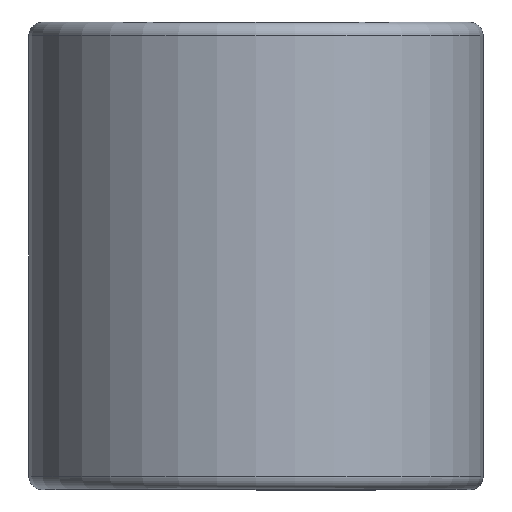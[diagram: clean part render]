
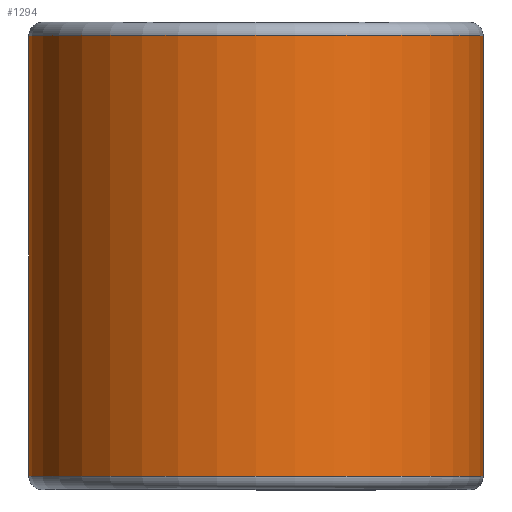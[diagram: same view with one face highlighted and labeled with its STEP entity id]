
A CAD part, top view. The second image highlights one B-rep face of the part: STEP entity #1294.
In plain terms, the highlighted cylindrical face has radius 13.119 mm (diameter 26.238 mm), a partial arc.
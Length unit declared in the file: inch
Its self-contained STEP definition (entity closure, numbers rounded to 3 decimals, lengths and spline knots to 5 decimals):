
#18 = VERTEX_POINT ( 'NONE', #1904 ) ;
#30 = ORIENTED_EDGE ( 'NONE', *, *, #230, .T. ) ;
#60 = CARTESIAN_POINT ( 'NONE',  ( 0.5165, 0.50125, 0. ) ) ;
#67 = EDGE_CURVE ( 'NONE', #2226, #533, #1105, .T. ) ;
#145 = AXIS2_PLACEMENT_3D ( 'NONE', #364, #1800, #602 ) ;
#218 = DIRECTION ( 'NONE',  ( 0., 1., 0. ) ) ;
#230 = EDGE_CURVE ( 'NONE', #18, #1117, #750, .T. ) ;
#255 = VECTOR ( 'NONE', #1845, 39.37008 ) ;
#297 = FACE_OUTER_BOUND ( 'NONE', #867, .T. ) ;
#364 = CARTESIAN_POINT ( 'NONE',  ( 0., 0.50125, 0. ) ) ;
#422 = DIRECTION ( 'NONE',  ( 0., 0., -1. ) ) ;
#482 = ORIENTED_EDGE ( 'NONE', *, *, #1797, .T. ) ;
#533 = VERTEX_POINT ( 'NONE', #2397 ) ;
#602 = DIRECTION ( 'NONE',  ( 0., 0., -1. ) ) ;
#678 = CARTESIAN_POINT ( 'NONE',  ( 0., -0.50125, 0. ) ) ;
#750 = LINE ( 'NONE', #60, #1740 ) ;
#867 = EDGE_LOOP ( 'NONE', ( #30, #482, #1051, #2218 ) ) ;
#929 = DIRECTION ( 'NONE',  ( 0., 0., -1. ) ) ;
#1051 = ORIENTED_EDGE ( 'NONE', *, *, #67, .F. ) ;
#1105 = LINE ( 'NONE', #1793, #255 ) ;
#1117 = VERTEX_POINT ( 'NONE', #1976 ) ;
#1282 = CIRCLE ( 'NONE', #145, 0.5165 ) ;
#1294 = ADVANCED_FACE ( 'NONE', ( #297 ), #1658, .T. ) ;
#1310 = EDGE_CURVE ( 'NONE', #18, #2226, #2083, .T. ) ;
#1524 = CARTESIAN_POINT ( 'NONE',  ( 0., 0.5, 0. ) ) ;
#1658 = CYLINDRICAL_SURFACE ( 'NONE', #2200, 0.5165 ) ;
#1740 = VECTOR ( 'NONE', #218, 39.37008 ) ;
#1793 = CARTESIAN_POINT ( 'NONE',  ( 0., 0.50125, -0.5165 ) ) ;
#1797 = EDGE_CURVE ( 'NONE', #1117, #533, #1282, .T. ) ;
#1800 = DIRECTION ( 'NONE',  ( 0., -1., 0. ) ) ;
#1845 = DIRECTION ( 'NONE',  ( 0., 1., 0. ) ) ;
#1904 = CARTESIAN_POINT ( 'NONE',  ( 0.5165, -0.50125, 0. ) ) ;
#1976 = CARTESIAN_POINT ( 'NONE',  ( 0.5165, 0.50125, 0. ) ) ;
#1989 = AXIS2_PLACEMENT_3D ( 'NONE', #678, #2012, #929 ) ;
#2012 = DIRECTION ( 'NONE',  ( 0., -1., 0. ) ) ;
#2083 = CIRCLE ( 'NONE', #1989, 0.5165 ) ;
#2159 = DIRECTION ( 'NONE',  ( 0., -1., 0. ) ) ;
#2200 = AXIS2_PLACEMENT_3D ( 'NONE', #1524, #2159, #422 ) ;
#2218 = ORIENTED_EDGE ( 'NONE', *, *, #1310, .F. ) ;
#2226 = VERTEX_POINT ( 'NONE', #2230 ) ;
#2230 = CARTESIAN_POINT ( 'NONE',  ( 0., -0.50125, -0.5165 ) ) ;
#2397 = CARTESIAN_POINT ( 'NONE',  ( 0., 0.50125, -0.5165 ) ) ;
